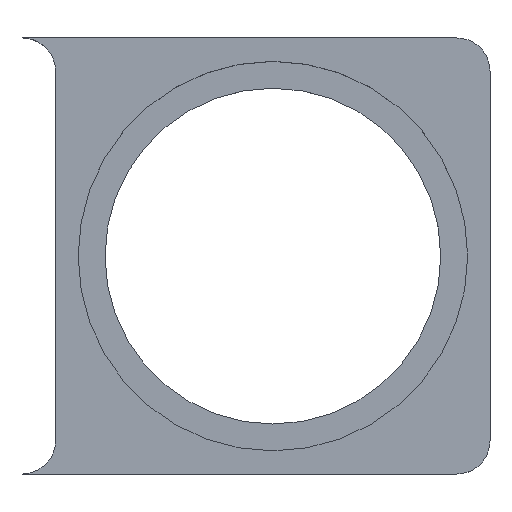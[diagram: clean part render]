
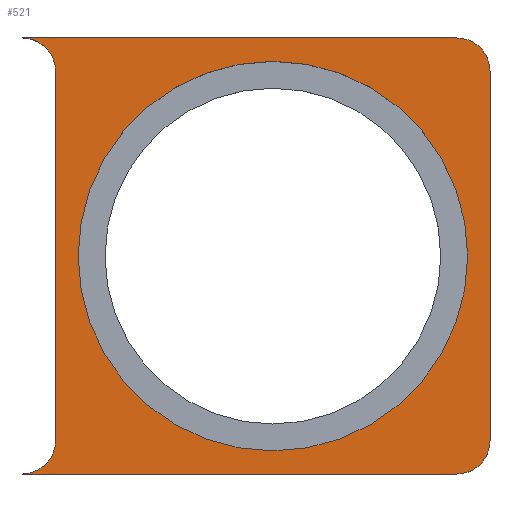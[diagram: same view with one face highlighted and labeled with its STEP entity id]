
A CAD part, top view. The second image highlights one B-rep face of the part: STEP entity #521.
In plain terms, the highlighted planar face has unit normal (0, 0, 1).
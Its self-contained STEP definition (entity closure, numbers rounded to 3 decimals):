
#51=FACE_BOUND('',#133,.T.);
#64=PLANE('',#577);
#96=FACE_OUTER_BOUND('',#132,.T.);
#132=EDGE_LOOP('',(#470,#471,#472,#473,#474,#475,#476,#477));
#133=EDGE_LOOP('',(#478));
#154=LINE('',#1122,#185);
#158=LINE('',#1131,#189);
#161=LINE('',#1139,#192);
#164=LINE('',#1147,#195);
#185=VECTOR('',#660,10.);
#189=VECTOR('',#670,10.);
#192=VECTOR('',#679,10.);
#195=VECTOR('',#688,10.);
#198=CIRCLE('',#540,11.6);
#210=CIRCLE('',#567,1.987);
#211=CIRCLE('',#570,1.987);
#212=CIRCLE('',#573,2.);
#213=CIRCLE('',#576,2.);
#216=VERTEX_POINT('',#703);
#252=VERTEX_POINT('',#1119);
#253=VERTEX_POINT('',#1121);
#254=VERTEX_POINT('',#1125);
#255=VERTEX_POINT('',#1129);
#256=VERTEX_POINT('',#1133);
#257=VERTEX_POINT('',#1137);
#258=VERTEX_POINT('',#1141);
#259=VERTEX_POINT('',#1145);
#263=EDGE_CURVE('',#216,#216,#198,.T.);
#318=EDGE_CURVE('',#253,#252,#154,.T.);
#321=EDGE_CURVE('',#254,#252,#210,.T.);
#323=EDGE_CURVE('',#254,#255,#158,.T.);
#325=EDGE_CURVE('',#256,#255,#211,.T.);
#327=EDGE_CURVE('',#257,#256,#161,.T.);
#329=EDGE_CURVE('',#257,#258,#212,.T.);
#331=EDGE_CURVE('',#258,#259,#164,.T.);
#332=EDGE_CURVE('',#259,#253,#213,.T.);
#470=ORIENTED_EDGE('',*,*,#325,.F.);
#471=ORIENTED_EDGE('',*,*,#327,.F.);
#472=ORIENTED_EDGE('',*,*,#329,.T.);
#473=ORIENTED_EDGE('',*,*,#331,.T.);
#474=ORIENTED_EDGE('',*,*,#332,.T.);
#475=ORIENTED_EDGE('',*,*,#318,.T.);
#476=ORIENTED_EDGE('',*,*,#321,.F.);
#477=ORIENTED_EDGE('',*,*,#323,.T.);
#478=ORIENTED_EDGE('',*,*,#263,.T.);
#521=ADVANCED_FACE('',(#96,#51),#64,.F.);
#540=AXIS2_PLACEMENT_3D('',#704,#589,#590);
#567=AXIS2_PLACEMENT_3D('',#1127,#665,#666);
#570=AXIS2_PLACEMENT_3D('',#1135,#674,#675);
#573=AXIS2_PLACEMENT_3D('',#1143,#683,#684);
#576=AXIS2_PLACEMENT_3D('',#1149,#691,#692);
#577=AXIS2_PLACEMENT_3D('',#1150,#693,#694);
#589=DIRECTION('center_axis',(0.,0.,-1.));
#590=DIRECTION('ref_axis',(-1.,0.,0.));
#660=DIRECTION('',(1.,0.,0.));
#665=DIRECTION('center_axis',(0.,0.,-1.));
#666=DIRECTION('ref_axis',(1.,0.,0.));
#670=DIRECTION('',(0.,1.,0.));
#674=DIRECTION('center_axis',(0.,0.,-1.));
#675=DIRECTION('ref_axis',(0.,1.,0.));
#679=DIRECTION('',(1.,0.,0.));
#683=DIRECTION('center_axis',(0.,0.,-1.));
#684=DIRECTION('ref_axis',(0.,1.,0.));
#688=DIRECTION('',(0.,-1.,0.));
#691=DIRECTION('center_axis',(0.,0.,-1.));
#692=DIRECTION('ref_axis',(1.,0.,0.));
#693=DIRECTION('center_axis',(0.,0.,-1.));
#694=DIRECTION('ref_axis',(1.,0.,0.));
#703=CARTESIAN_POINT('',(98.656,12.994,0.));
#704=CARTESIAN_POINT('Origin',(87.056,12.994,0.));
#1119=CARTESIAN_POINT('',(98.,0.013,0.));
#1121=CARTESIAN_POINT('',(72.111,0.013,0.));
#1122=CARTESIAN_POINT('',(74.111,0.013,0.));
#1125=CARTESIAN_POINT('',(99.988,2.,0.));
#1127=CARTESIAN_POINT('Origin',(98.,2.,0.));
#1129=CARTESIAN_POINT('',(99.988,24.,0.));
#1131=CARTESIAN_POINT('',(99.988,0.013,0.));
#1133=CARTESIAN_POINT('',(98.,25.987,0.));
#1135=CARTESIAN_POINT('Origin',(98.,24.,0.));
#1137=CARTESIAN_POINT('',(72.111,25.987,0.));
#1139=CARTESIAN_POINT('',(2.,25.987,0.));
#1141=CARTESIAN_POINT('',(74.111,23.987,0.));
#1143=CARTESIAN_POINT('Origin',(72.111,23.987,0.));
#1145=CARTESIAN_POINT('',(74.111,2.013,0.));
#1147=CARTESIAN_POINT('',(74.111,23.987,0.));
#1149=CARTESIAN_POINT('Origin',(72.111,2.013,0.));
#1150=CARTESIAN_POINT('Origin',(86.049,13.,0.));
